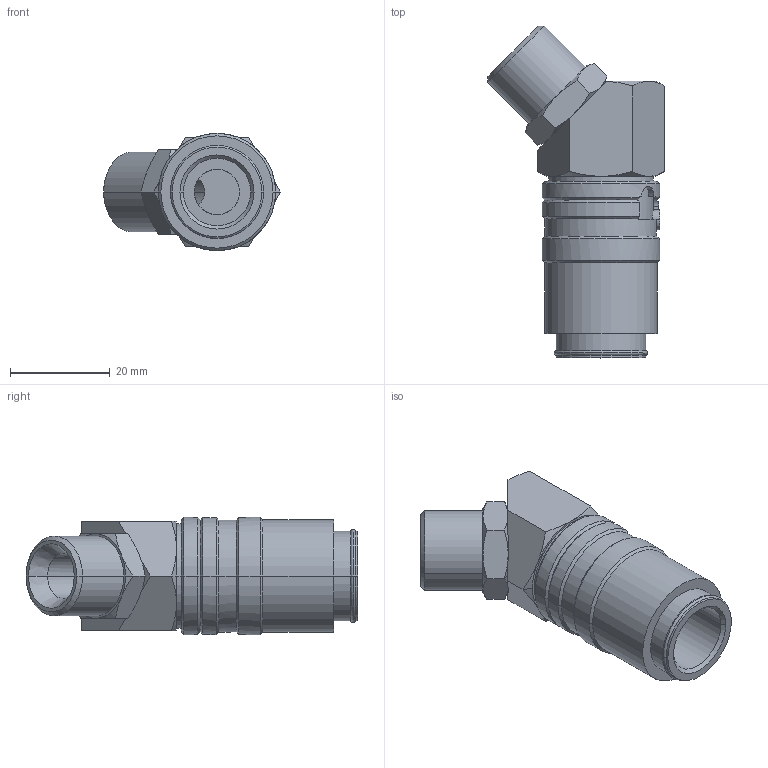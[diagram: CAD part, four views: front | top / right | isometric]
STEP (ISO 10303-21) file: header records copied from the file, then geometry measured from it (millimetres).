
FILE_DESCRIPTION(('STEP AP214'),'1');
FILE_NAME('eshte1615al45ab.stp','2020-04-22T06:07:08',('TraceParts'),('TraceParts S.A.'),'Spatial InterOp 3D',' ',' ');
FILE_SCHEMA(('automotive_design'));
Length unit declared in the file: millimetre
Products named in the file (1): 1
Bounding box: 35.42 x 66.56 x 23.5 mm (x, y, z)
Volume: 18557.3 mm3; surface area: 7838 mm2
Topology: 1 solids, 1 shells, 115 faces, 275 edges, 167 vertices
Faces by surface type: cone 46, plane 34, cylinder 31, torus 4
Entity records: 4981 total; most frequent: CARTESIAN_POINT 1491, ORIENTED_EDGE 550, DIRECTION 541, EDGE_CURVE 275, AXIS2_PLACEMENT_3D 224, VERTEX_POINT 167, EDGE_LOOP 122, STYLED_ITEM 115
